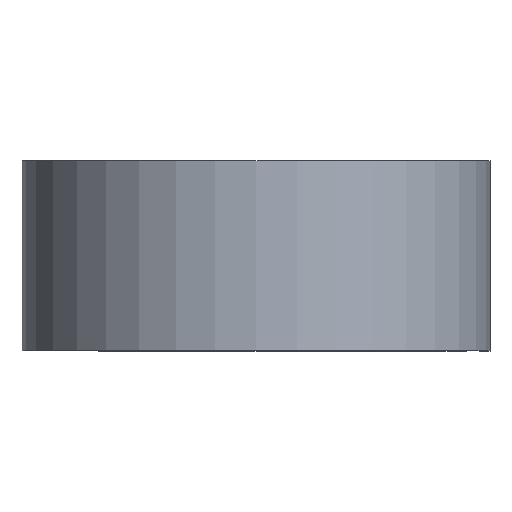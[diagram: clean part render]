
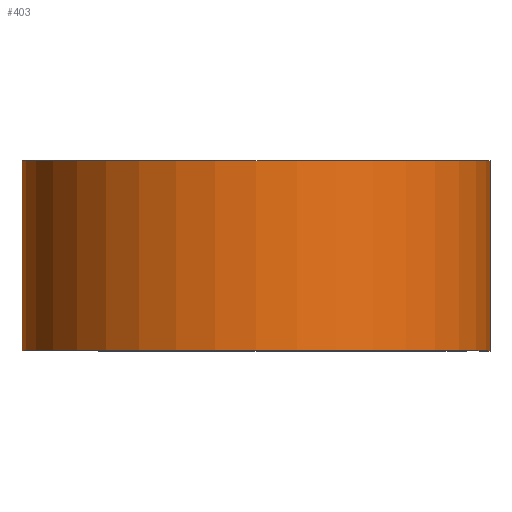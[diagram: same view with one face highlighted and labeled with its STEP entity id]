
A CAD part, top view. The second image highlights one B-rep face of the part: STEP entity #403.
In plain terms, the highlighted cylindrical face has radius 27.407 mm (diameter 54.813 mm), a partial arc.
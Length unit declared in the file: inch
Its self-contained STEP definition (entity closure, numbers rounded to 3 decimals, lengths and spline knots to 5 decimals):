
#19 = CARTESIAN_POINT ( 'NONE',  ( 0., -0.4375, -1.079 ) ) ;
#20 = EDGE_LOOP ( 'NONE', ( #213, #473, #149, #66 ) ) ;
#29 = CARTESIAN_POINT ( 'NONE',  ( 1.079, -0.4375, 0. ) ) ;
#53 = VERTEX_POINT ( 'NONE', #539 ) ;
#66 = ORIENTED_EDGE ( 'NONE', *, *, #172, .T. ) ;
#126 = CARTESIAN_POINT ( 'NONE',  ( 0., 0.4375, 0. ) ) ;
#149 = ORIENTED_EDGE ( 'NONE', *, *, #423, .F. ) ;
#161 = DIRECTION ( 'NONE',  ( 0., 1., 0. ) ) ;
#167 = DIRECTION ( 'NONE',  ( 1., 0., 0. ) ) ;
#172 = EDGE_CURVE ( 'NONE', #203, #235, #682, .T. ) ;
#195 = CARTESIAN_POINT ( 'NONE',  ( 0., 0.4375, -1.079 ) ) ;
#203 = VERTEX_POINT ( 'NONE', #330 ) ;
#213 = ORIENTED_EDGE ( 'NONE', *, *, #664, .T. ) ;
#221 = AXIS2_PLACEMENT_3D ( 'NONE', #416, #435, #461 ) ;
#233 = DIRECTION ( 'NONE',  ( 0., -1., 0. ) ) ;
#235 = VERTEX_POINT ( 'NONE', #19 ) ;
#245 = VERTEX_POINT ( 'NONE', #29 ) ;
#301 = AXIS2_PLACEMENT_3D ( 'NONE', #126, #161, #167 ) ;
#304 = CIRCLE ( 'NONE', #221, 1.079 ) ;
#322 = VECTOR ( 'NONE', #564, 39.37008 ) ;
#330 = CARTESIAN_POINT ( 'NONE',  ( 0., 0.4375, -1.079 ) ) ;
#369 = AXIS2_PLACEMENT_3D ( 'NONE', #469, #581, #370 ) ;
#370 = DIRECTION ( 'NONE',  ( 0., 0., -1. ) ) ;
#403 = ADVANCED_FACE ( 'NONE', ( #600 ), #594, .T. ) ;
#416 = CARTESIAN_POINT ( 'NONE',  ( 0., -0.4375, 0. ) ) ;
#423 = EDGE_CURVE ( 'NONE', #203, #53, #589, .T. ) ;
#435 = DIRECTION ( 'NONE',  ( 0., 1., 0. ) ) ;
#461 = DIRECTION ( 'NONE',  ( 1., 0., 0. ) ) ;
#469 = CARTESIAN_POINT ( 'NONE',  ( 0., 0.4375, 0. ) ) ;
#473 = ORIENTED_EDGE ( 'NONE', *, *, #582, .F. ) ;
#539 = CARTESIAN_POINT ( 'NONE',  ( 1.079, 0.4375, 0. ) ) ;
#546 = LINE ( 'NONE', #569, #322 ) ;
#564 = DIRECTION ( 'NONE',  ( 0., -1., 0. ) ) ;
#569 = CARTESIAN_POINT ( 'NONE',  ( 1.079, 0.4375, 0. ) ) ;
#581 = DIRECTION ( 'NONE',  ( 0., -1., 0. ) ) ;
#582 = EDGE_CURVE ( 'NONE', #53, #245, #546, .T. ) ;
#589 = CIRCLE ( 'NONE', #301, 1.079 ) ;
#594 = CYLINDRICAL_SURFACE ( 'NONE', #369, 1.079 ) ;
#600 = FACE_OUTER_BOUND ( 'NONE', #20, .T. ) ;
#664 = EDGE_CURVE ( 'NONE', #235, #245, #304, .T. ) ;
#681 = VECTOR ( 'NONE', #233, 39.37008 ) ;
#682 = LINE ( 'NONE', #195, #681 ) ;
